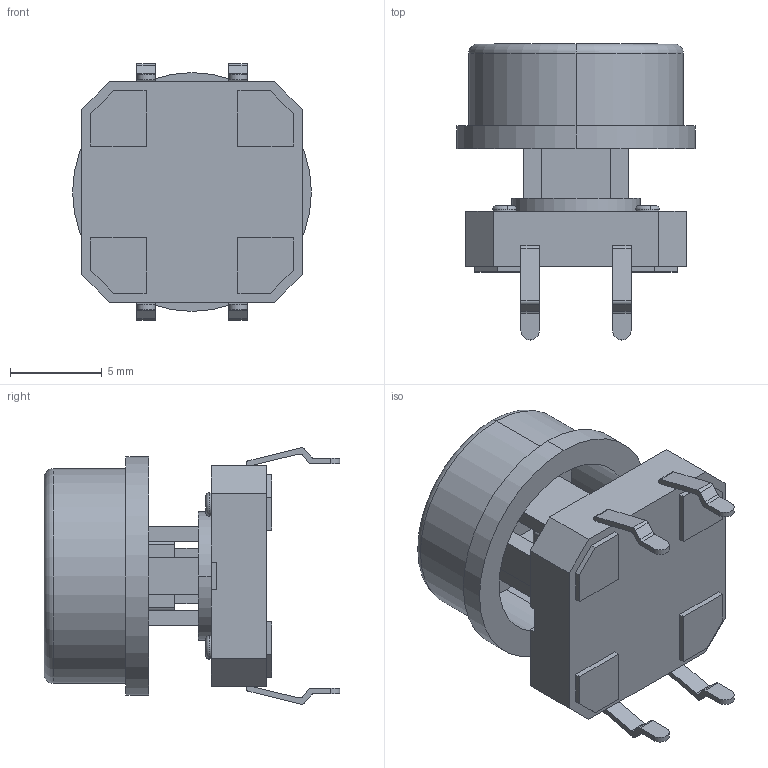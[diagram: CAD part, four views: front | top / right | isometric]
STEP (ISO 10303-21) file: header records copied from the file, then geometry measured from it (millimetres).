
FILE_DESCRIPTION (( 'STEP AP214' ), '1' );
FILE_NAME ('PTS125SJx73_13mm_Cap_Red.STEP', '2021-04-18T09:13:01', ( '' ), ( '' ), 'SwSTEP 2.0', 'SolidWorks 2018', '' );
FILE_SCHEMA (( 'AUTOMOTIVE_DESIGN' ));
Length unit declared in the file: millimetre
Products named in the file (3): PTS125SJx73_13mm_Cap_Red; PTS125SJx73; 13mm_cap
Assembly tree (2 placements, depth 2):
  PTS125SJx73_13mm_Cap_Red
    PTS125SJx73
    13mm_cap
Bounding box: 13 x 16.1 x 13.95 mm (x, y, z)
Volume: 859.1 mm3; surface area: 1415 mm2
Topology: 2 solids, 2 shells, 221 faces, 566 edges, 372 vertices
Faces by surface type: plane 151, cylinder 50, torus 10, sphere 8, cone 2
Entity records: 8007 total; most frequent: CARTESIAN_POINT 1200, DIRECTION 1152, ORIENTED_EDGE 1132, EDGE_CURVE 566, LINE 424, VECTOR 424, VERTEX_POINT 372, AXIS2_PLACEMENT_3D 364
